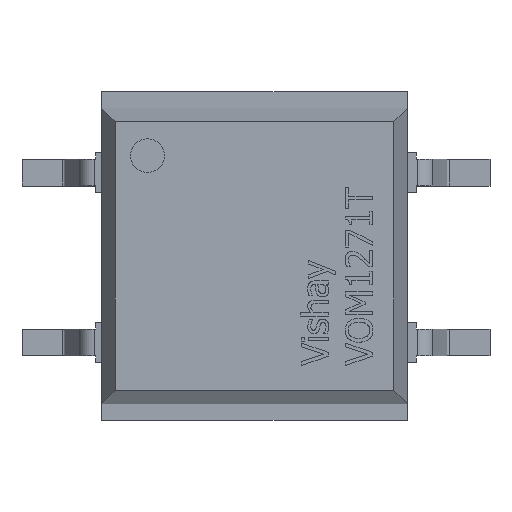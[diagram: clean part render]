
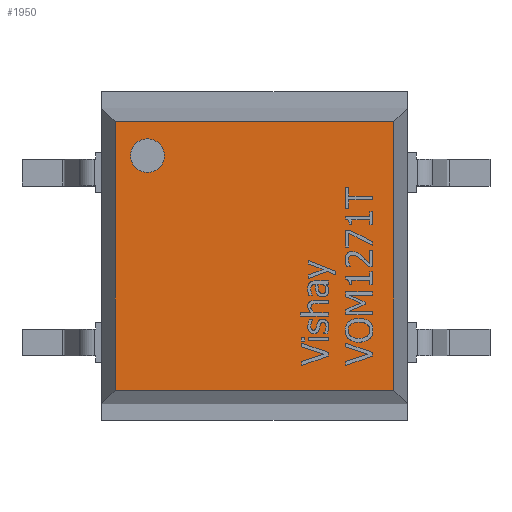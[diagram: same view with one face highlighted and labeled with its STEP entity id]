
A CAD part, top view. The second image highlights one B-rep face of the part: STEP entity #1950.
In plain terms, the highlighted planar face has unit normal (0, 0, 1).
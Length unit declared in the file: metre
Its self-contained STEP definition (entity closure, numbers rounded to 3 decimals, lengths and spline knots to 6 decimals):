
#1372 = EDGE_CURVE( '', #3672, #3563, #3673, .T. );
#1586 = EDGE_CURVE( '', #4018, #3672, #4019, .T. );
#1950 = ADVANCED_FACE( '', ( #4559 ), #4560, .T. );
#1968 = EDGE_CURVE( '', #3563, #4582, #4583, .T. );
#3046 = EDGE_CURVE( '', #4582, #4018, #5903, .T. );
#3563 = VERTEX_POINT( '', #6607 );
#3672 = VERTEX_POINT( '', #6779 );
#3673 = LINE( '', #6780, #6781 );
#4018 = VERTEX_POINT( '', #7312 );
#4019 = LINE( '', #7313, #7314 );
#4559 = FACE_OUTER_BOUND( '', #8132, .T. );
#4560 = PLANE( '', #8133 );
#4582 = VERTEX_POINT( '', #8166 );
#4583 = LINE( '', #8167, #8168 );
#5903 = LINE( '', #10416, #10417 );
#6607 = CARTESIAN_POINT( '', ( -0.002085, 0.00201, 0.002191 ) );
#6779 = CARTESIAN_POINT( '', ( -0.002085, -0.00201, 0.002191 ) );
#6780 = CARTESIAN_POINT( '', ( -0.002085, 0.001105, 0.002191 ) );
#6781 = VECTOR( '', #10996, 1. );
#7312 = CARTESIAN_POINT( '', ( 0.002085, -0.00201, 0.002191 ) );
#7313 = CARTESIAN_POINT( '', ( -0.001143, -0.00201, 0.002191 ) );
#7314 = VECTOR( '', #11367, 1. );
#8132 = EDGE_LOOP( '', ( #12189, #12190, #12191, #12192 ) );
#8133 = AXIS2_PLACEMENT_3D( '', #12193, #12194, #12195 );
#8166 = CARTESIAN_POINT( '', ( 0.002085, 0.00201, 0.002191 ) );
#8167 = CARTESIAN_POINT( '', ( 0.001143, 0.00201, 0.002191 ) );
#8168 = VECTOR( '', #12222, 1. );
#10416 = CARTESIAN_POINT( '', ( 0.002085, -0.001105, 0.002191 ) );
#10417 = VECTOR( '', #14026, 1. );
#10996 = DIRECTION( '', ( 0., 1., 0. ) );
#11367 = DIRECTION( '', ( -1., 0., 0. ) );
#12189 = ORIENTED_EDGE( '', *, *, #3046, .F. );
#12190 = ORIENTED_EDGE( '', *, *, #1968, .F. );
#12191 = ORIENTED_EDGE( '', *, *, #1372, .F. );
#12192 = ORIENTED_EDGE( '', *, *, #1586, .F. );
#12193 = CARTESIAN_POINT( '', ( 0., 0., 0.002191 ) );
#12194 = DIRECTION( '', ( 0., 0., 1. ) );
#12195 = DIRECTION( '', ( 1., 0., 0. ) );
#12222 = DIRECTION( '', ( 1., 0., 0. ) );
#14026 = DIRECTION( '', ( 0., -1., 0. ) );
